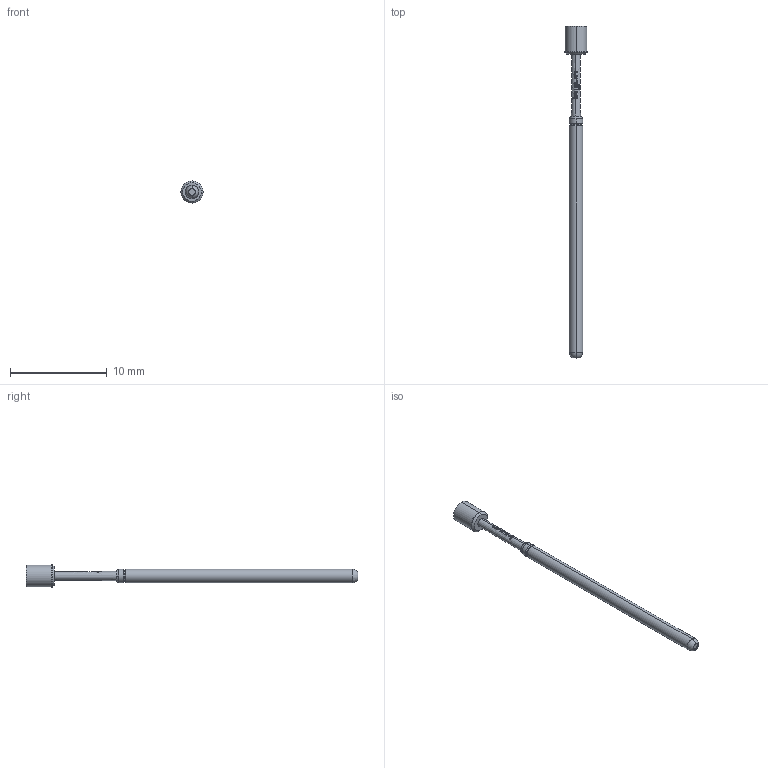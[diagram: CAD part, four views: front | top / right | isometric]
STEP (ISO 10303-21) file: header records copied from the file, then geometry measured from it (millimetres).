
FILE_DESCRIPTION (( 'STEP AP203' ), '1' );
FILE_NAME ('INGUN_GKS-100_006_225_A_xx00.STEP', '2021-10-29T08:46:19', ( 'ochi' ), ( '' ), 'SwSTEP 2.0', 'SolidWorks 2018', '' );
FILE_SCHEMA (( 'CONFIG_CONTROL_DESIGN' ));
Length unit declared in the file: millimetre
Products named in the file (1): INGUN_GKS-100_006_225_A_xx00
Bounding box: 2.3 x 34.3 x 2.3 mm (x, y, z)
Volume: 49 mm3; surface area: 170 mm2
Topology: 1 solids, 1 shells, 143 faces, 365 edges, 229 vertices
Faces by surface type: bspline 60, plane 33, cone 26, cylinder 14, torus 10
Entity records: 5400 total; most frequent: CARTESIAN_POINT 2508, ORIENTED_EDGE 730, EDGE_CURVE 365, DIRECTION 357, VERTEX_POINT 229, B_SPLINE_CURVE_WITH_KNOTS 206, EDGE_LOOP 148, AXIS2_PLACEMENT_3D 144
